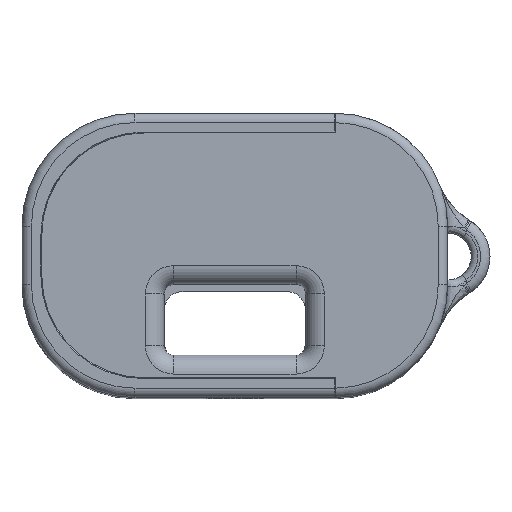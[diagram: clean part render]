
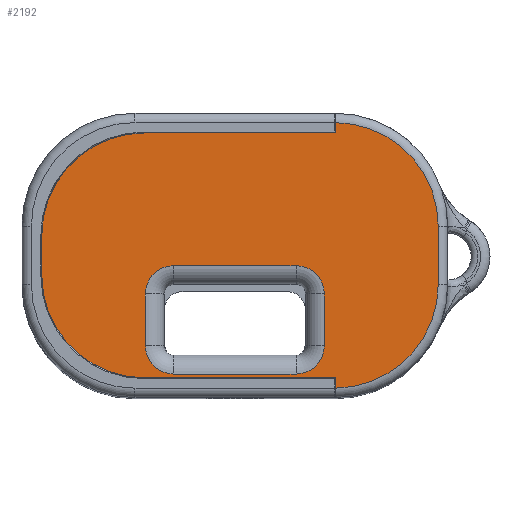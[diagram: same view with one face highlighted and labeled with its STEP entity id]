
A CAD part, top view. The second image highlights one B-rep face of the part: STEP entity #2192.
In plain terms, the highlighted planar face has unit normal (0, 0, 1).
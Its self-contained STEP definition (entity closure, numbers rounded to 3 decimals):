
#34=FACE_BOUND('',#378,.T.);
#95=PLANE('',#2457);
#243=FACE_OUTER_BOUND('',#377,.T.);
#377=EDGE_LOOP('',(#1920,#1921,#1922,#1923,#1924,#1925,#1926,#1927,#1928,
#1929));
#378=EDGE_LOOP('',(#1930,#1931,#1932,#1933,#1934,#1935,#1936,#1937));
#507=LINE('',#4086,#665);
#513=LINE('',#4115,#671);
#518=LINE('',#4139,#676);
#520=LINE('',#4151,#678);
#522=LINE('',#4163,#680);
#524=LINE('',#4172,#682);
#525=LINE('',#4175,#683);
#526=LINE('',#4177,#684);
#527=LINE('',#4181,#685);
#528=LINE('',#4184,#686);
#665=VECTOR('',#2998,10.);
#671=VECTOR('',#3018,10.);
#676=VECTOR('',#3041,10.);
#678=VECTOR('',#3055,10.);
#680=VECTOR('',#3069,10.);
#682=VECTOR('',#3081,10.);
#683=VECTOR('',#3084,10.);
#684=VECTOR('',#3085,10.);
#685=VECTOR('',#3088,10.);
#686=VECTOR('',#3091,10.);
#818=CIRCLE('',#2421,11.);
#820=CIRCLE('',#2425,11.);
#826=CIRCLE('',#2435,3.);
#830=CIRCLE('',#2441,3.);
#834=CIRCLE('',#2447,3.);
#838=CIRCLE('',#2453,3.);
#841=CIRCLE('',#2458,10.9);
#842=CIRCLE('',#2459,10.9);
#996=VERTEX_POINT('',#4065);
#999=VERTEX_POINT('',#4079);
#1001=VERTEX_POINT('',#4084);
#1003=VERTEX_POINT('',#4090);
#1007=VERTEX_POINT('',#4114);
#1013=VERTEX_POINT('',#4127);
#1014=VERTEX_POINT('',#4129);
#1016=VERTEX_POINT('',#4135);
#1018=VERTEX_POINT('',#4141);
#1020=VERTEX_POINT('',#4147);
#1022=VERTEX_POINT('',#4153);
#1024=VERTEX_POINT('',#4159);
#1026=VERTEX_POINT('',#4165);
#1028=VERTEX_POINT('',#4174);
#1029=VERTEX_POINT('',#4176);
#1030=VERTEX_POINT('',#4178);
#1031=VERTEX_POINT('',#4180);
#1032=VERTEX_POINT('',#4182);
#1296=EDGE_CURVE('',#999,#996,#818,.T.);
#1298=EDGE_CURVE('',#1001,#999,#507,.T.);
#1301=EDGE_CURVE('',#1003,#1001,#820,.T.);
#1308=EDGE_CURVE('',#996,#1007,#513,.T.);
#1315=EDGE_CURVE('',#1013,#1014,#826,.T.);
#1320=EDGE_CURVE('',#1014,#1016,#518,.T.);
#1321=EDGE_CURVE('',#1016,#1018,#830,.T.);
#1326=EDGE_CURVE('',#1018,#1020,#520,.T.);
#1327=EDGE_CURVE('',#1020,#1022,#834,.T.);
#1332=EDGE_CURVE('',#1022,#1024,#522,.T.);
#1333=EDGE_CURVE('',#1024,#1026,#838,.T.);
#1337=EDGE_CURVE('',#1026,#1013,#524,.T.);
#1338=EDGE_CURVE('',#1028,#1003,#525,.T.);
#1339=EDGE_CURVE('',#1029,#1028,#526,.T.);
#1340=EDGE_CURVE('',#1029,#1030,#841,.T.);
#1341=EDGE_CURVE('',#1031,#1030,#527,.T.);
#1342=EDGE_CURVE('',#1031,#1032,#842,.T.);
#1343=EDGE_CURVE('',#1007,#1032,#528,.T.);
#1920=ORIENTED_EDGE('',*,*,#1301,.F.);
#1921=ORIENTED_EDGE('',*,*,#1338,.F.);
#1922=ORIENTED_EDGE('',*,*,#1339,.F.);
#1923=ORIENTED_EDGE('',*,*,#1340,.T.);
#1924=ORIENTED_EDGE('',*,*,#1341,.F.);
#1925=ORIENTED_EDGE('',*,*,#1342,.T.);
#1926=ORIENTED_EDGE('',*,*,#1343,.F.);
#1927=ORIENTED_EDGE('',*,*,#1308,.F.);
#1928=ORIENTED_EDGE('',*,*,#1296,.F.);
#1929=ORIENTED_EDGE('',*,*,#1298,.F.);
#1930=ORIENTED_EDGE('',*,*,#1315,.F.);
#1931=ORIENTED_EDGE('',*,*,#1337,.F.);
#1932=ORIENTED_EDGE('',*,*,#1333,.F.);
#1933=ORIENTED_EDGE('',*,*,#1332,.F.);
#1934=ORIENTED_EDGE('',*,*,#1327,.F.);
#1935=ORIENTED_EDGE('',*,*,#1326,.F.);
#1936=ORIENTED_EDGE('',*,*,#1321,.F.);
#1937=ORIENTED_EDGE('',*,*,#1320,.F.);
#2192=ADVANCED_FACE('',(#243,#34),#95,.T.);
#2421=AXIS2_PLACEMENT_3D('',#4081,#2992,#2993);
#2425=AXIS2_PLACEMENT_3D('',#4101,#3002,#3003);
#2435=AXIS2_PLACEMENT_3D('',#4130,#3030,#3031);
#2441=AXIS2_PLACEMENT_3D('',#4142,#3044,#3045);
#2447=AXIS2_PLACEMENT_3D('',#4154,#3058,#3059);
#2453=AXIS2_PLACEMENT_3D('',#4166,#3072,#3073);
#2457=AXIS2_PLACEMENT_3D('',#4173,#3082,#3083);
#2458=AXIS2_PLACEMENT_3D('',#4179,#3086,#3087);
#2459=AXIS2_PLACEMENT_3D('',#4183,#3089,#3090);
#2992=DIRECTION('center_axis',(0.,0.,-1.));
#2993=DIRECTION('ref_axis',(0.71,-0.704,0.));
#2998=DIRECTION('',(0.,-1.,0.));
#3002=DIRECTION('center_axis',(0.,0.,-1.));
#3003=DIRECTION('ref_axis',(0.71,0.704,0.));
#3018=DIRECTION('',(0.,1.,0.));
#3030=DIRECTION('center_axis',(0.,0.,1.));
#3031=DIRECTION('ref_axis',(0.707,0.707,0.));
#3041=DIRECTION('',(-1.,0.,0.));
#3044=DIRECTION('center_axis',(0.,0.,1.));
#3045=DIRECTION('ref_axis',(-0.707,0.707,0.));
#3055=DIRECTION('',(0.,-1.,0.));
#3058=DIRECTION('center_axis',(0.,0.,1.));
#3059=DIRECTION('ref_axis',(-0.707,-0.707,0.));
#3069=DIRECTION('',(1.,0.,0.));
#3072=DIRECTION('center_axis',(0.,0.,1.));
#3073=DIRECTION('ref_axis',(0.707,-0.707,0.));
#3081=DIRECTION('',(0.,1.,0.));
#3082=DIRECTION('center_axis',(0.,0.,1.));
#3083=DIRECTION('ref_axis',(-1.,0.,0.));
#3084=DIRECTION('',(0.,1.,0.));
#3085=DIRECTION('',(1.,0.,0.));
#3086=DIRECTION('center_axis',(0.,0.,1.));
#3087=DIRECTION('ref_axis',(0.,1.,0.));
#3088=DIRECTION('',(0.,1.,0.));
#3089=DIRECTION('center_axis',(0.,0.,1.));
#3090=DIRECTION('ref_axis',(-1.,0.,0.));
#3091=DIRECTION('',(-1.,0.,0.));
#4065=CARTESIAN_POINT('',(10.7,-14.1,75.2));
#4079=CARTESIAN_POINT('',(21.6,-3.1,75.2));
#4081=CARTESIAN_POINT('Origin',(10.6,-3.1,75.2));
#4084=CARTESIAN_POINT('',(21.6,3.1,75.2));
#4086=CARTESIAN_POINT('',(21.6,1.55,75.2));
#4090=CARTESIAN_POINT('',(10.7,14.1,75.2));
#4101=CARTESIAN_POINT('Origin',(10.6,3.1,75.2));
#4114=CARTESIAN_POINT('',(10.7,-13.,75.2));
#4115=CARTESIAN_POINT('',(10.7,-15.1,75.2));
#4127=CARTESIAN_POINT('',(9.5,-4.1,75.2));
#4129=CARTESIAN_POINT('',(6.5,-1.1,75.2));
#4130=CARTESIAN_POINT('Origin',(6.5,-4.1,75.2));
#4135=CARTESIAN_POINT('',(-6.5,-1.1,75.2));
#4139=CARTESIAN_POINT('',(-3.225,-1.1,75.2));
#4141=CARTESIAN_POINT('',(-9.5,-4.1,75.2));
#4142=CARTESIAN_POINT('Origin',(-6.5,-4.1,75.2));
#4147=CARTESIAN_POINT('',(-9.5,-9.6,75.2));
#4151=CARTESIAN_POINT('',(-9.5,-5.3,75.2));
#4153=CARTESIAN_POINT('',(-6.5,-12.6,75.2));
#4154=CARTESIAN_POINT('Origin',(-6.5,-9.6,75.2));
#4159=CARTESIAN_POINT('',(6.5,-12.6,75.2));
#4163=CARTESIAN_POINT('',(4.275,-12.6,75.2));
#4165=CARTESIAN_POINT('',(9.5,-9.6,75.2));
#4166=CARTESIAN_POINT('Origin',(6.5,-9.6,75.2));
#4172=CARTESIAN_POINT('',(9.5,-1.55,75.2));
#4173=CARTESIAN_POINT('Origin',(1.05,0.,75.2));
#4174=CARTESIAN_POINT('',(10.7,13.,75.2));
#4175=CARTESIAN_POINT('',(10.7,13.,75.2));
#4176=CARTESIAN_POINT('',(-9.6,13.,75.2));
#4177=CARTESIAN_POINT('',(-9.6,13.,75.2));
#4178=CARTESIAN_POINT('',(-20.5,2.1,75.2));
#4179=CARTESIAN_POINT('Origin',(-9.6,2.1,75.2));
#4180=CARTESIAN_POINT('',(-20.5,-2.1,75.2));
#4181=CARTESIAN_POINT('',(-20.5,-2.1,75.2));
#4182=CARTESIAN_POINT('',(-9.6,-13.,75.2));
#4183=CARTESIAN_POINT('Origin',(-9.6,-2.1,75.2));
#4184=CARTESIAN_POINT('',(11.08,-13.,75.2));
